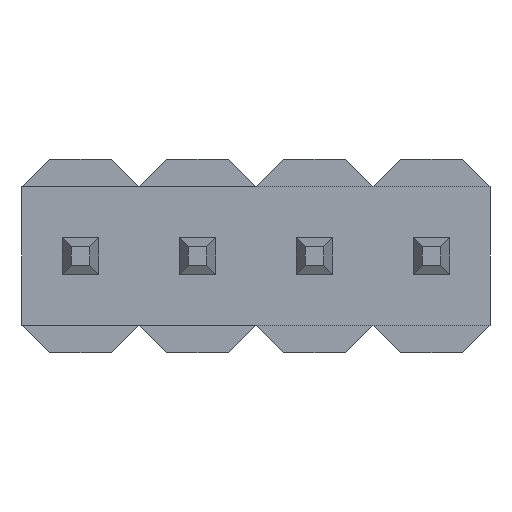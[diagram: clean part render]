
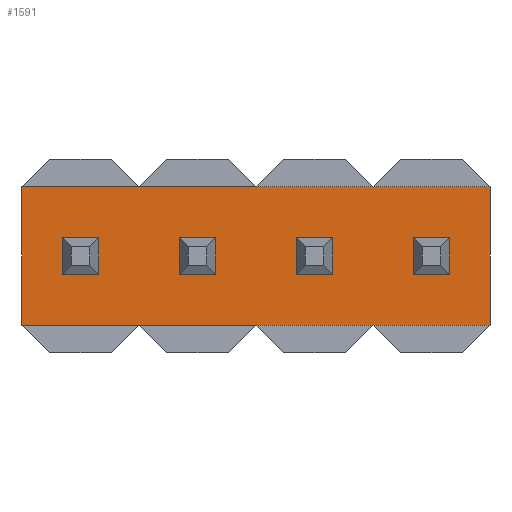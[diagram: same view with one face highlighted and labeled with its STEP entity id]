
A CAD part, front view. The second image highlights one B-rep face of the part: STEP entity #1591.
In plain terms, the highlighted planar face has unit normal (0, -1, 0).
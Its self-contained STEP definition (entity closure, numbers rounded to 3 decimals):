
#313=DIRECTION('',(1.,0.,0.));
#314=VECTOR('',#313,0.4);
#315=CARTESIAN_POINT('',(-0.2,-0.45,1.25));
#316=LINE('',#315,#314);
#320=DIRECTION('',(0.,0.,1.));
#321=VECTOR('',#320,0.4);
#322=CARTESIAN_POINT('',(-0.2,-0.45,0.85));
#323=LINE('',#322,#321);
#327=DIRECTION('',(-1.,0.,0.));
#328=VECTOR('',#327,0.4);
#329=CARTESIAN_POINT('',(0.2,-0.45,0.85));
#330=LINE('',#329,#328);
#334=DIRECTION('',(0.,0.,-1.));
#335=VECTOR('',#334,0.4);
#336=CARTESIAN_POINT('',(0.2,-0.45,1.25));
#337=LINE('',#336,#335);
#341=DIRECTION('',(1.,0.,0.));
#342=VECTOR('',#341,0.4);
#343=CARTESIAN_POINT('',(1.07,-0.45,1.25));
#344=LINE('',#343,#342);
#348=DIRECTION('',(0.,0.,1.));
#349=VECTOR('',#348,0.4);
#350=CARTESIAN_POINT('',(1.07,-0.45,0.85));
#351=LINE('',#350,#349);
#355=DIRECTION('',(-1.,0.,0.));
#356=VECTOR('',#355,0.4);
#357=CARTESIAN_POINT('',(1.47,-0.45,0.85));
#358=LINE('',#357,#356);
#362=DIRECTION('',(0.,0.,-1.));
#363=VECTOR('',#362,0.4);
#364=CARTESIAN_POINT('',(1.47,-0.45,1.25));
#365=LINE('',#364,#363);
#369=DIRECTION('',(1.,0.,0.));
#370=VECTOR('',#369,0.4);
#371=CARTESIAN_POINT('',(2.34,-0.45,1.25));
#372=LINE('',#371,#370);
#376=DIRECTION('',(0.,0.,1.));
#377=VECTOR('',#376,0.4);
#378=CARTESIAN_POINT('',(2.34,-0.45,0.85));
#379=LINE('',#378,#377);
#383=DIRECTION('',(-1.,0.,0.));
#384=VECTOR('',#383,0.4);
#385=CARTESIAN_POINT('',(2.74,-0.45,0.85));
#386=LINE('',#385,#384);
#390=DIRECTION('',(0.,0.,-1.));
#391=VECTOR('',#390,0.4);
#392=CARTESIAN_POINT('',(2.74,-0.45,1.25));
#393=LINE('',#392,#391);
#397=DIRECTION('',(1.,0.,0.));
#398=VECTOR('',#397,0.4);
#399=CARTESIAN_POINT('',(3.61,-0.45,1.25));
#400=LINE('',#399,#398);
#404=DIRECTION('',(0.,0.,1.));
#405=VECTOR('',#404,0.4);
#406=CARTESIAN_POINT('',(3.61,-0.45,0.85));
#407=LINE('',#406,#405);
#411=DIRECTION('',(-1.,0.,0.));
#412=VECTOR('',#411,0.4);
#413=CARTESIAN_POINT('',(4.01,-0.45,0.85));
#414=LINE('',#413,#412);
#418=DIRECTION('',(0.,0.,-1.));
#419=VECTOR('',#418,0.4);
#420=CARTESIAN_POINT('',(4.01,-0.45,1.25));
#421=LINE('',#420,#419);
#425=DIRECTION('',(-1.,0.,0.));
#426=VECTOR('',#425,1.27);
#427=CARTESIAN_POINT('',(4.445,-0.45,0.3));
#428=LINE('',#427,#426);
#432=DIRECTION('',(-1.,0.,0.));
#433=VECTOR('',#432,1.27);
#434=CARTESIAN_POINT('',(3.175,-0.45,0.3));
#435=LINE('',#434,#433);
#439=DIRECTION('',(-1.,0.,0.));
#440=VECTOR('',#439,1.27);
#441=CARTESIAN_POINT('',(1.905,-0.45,0.3));
#442=LINE('',#441,#440);
#446=DIRECTION('',(-1.,0.,0.));
#447=VECTOR('',#446,1.27);
#448=CARTESIAN_POINT('',(0.635,-0.45,0.3));
#449=LINE('',#448,#447);
#607=DIRECTION('',(0.,0.,1.));
#608=VECTOR('',#607,1.5);
#609=CARTESIAN_POINT('',(4.445,-0.45,0.3));
#610=LINE('',#609,#608);
#621=DIRECTION('',(-1.,0.,0.));
#622=VECTOR('',#621,1.27);
#623=CARTESIAN_POINT('',(4.445,-0.45,1.8));
#624=LINE('',#623,#622);
#649=DIRECTION('',(-1.,0.,0.));
#650=VECTOR('',#649,1.27);
#651=CARTESIAN_POINT('',(3.175,-0.45,1.8));
#652=LINE('',#651,#650);
#887=DIRECTION('',(-1.,0.,0.));
#888=VECTOR('',#887,1.27);
#889=CARTESIAN_POINT('',(1.905,-0.45,1.8));
#890=LINE('',#889,#888);
#915=DIRECTION('',(-1.,0.,0.));
#916=VECTOR('',#915,1.27);
#917=CARTESIAN_POINT('',(0.635,-0.45,1.8));
#918=LINE('',#917,#916);
#1006=DIRECTION('',(0.,0.,1.));
#1007=VECTOR('',#1006,1.5);
#1008=CARTESIAN_POINT('',(-0.635,-0.45,0.3));
#1009=LINE('',#1008,#1007);
#1133=CARTESIAN_POINT('',(-0.2,-0.45,1.25));
#1134=CARTESIAN_POINT('',(0.2,-0.45,1.25));
#1135=VERTEX_POINT('',#1133);
#1136=VERTEX_POINT('',#1134);
#1137=CARTESIAN_POINT('',(0.2,-0.45,0.85));
#1138=VERTEX_POINT('',#1137);
#1139=CARTESIAN_POINT('',(-0.2,-0.45,0.85));
#1140=VERTEX_POINT('',#1139);
#1151=CARTESIAN_POINT('',(-0.635,-0.45,1.8));
#1152=VERTEX_POINT('',#1151);
#1167=CARTESIAN_POINT('',(-0.635,-0.45,0.3));
#1168=VERTEX_POINT('',#1167);
#1174=CARTESIAN_POINT('',(1.07,-0.45,1.25));
#1176=VERTEX_POINT('',#1174);
#1178=CARTESIAN_POINT('',(1.47,-0.45,1.25));
#1180=VERTEX_POINT('',#1178);
#1182=CARTESIAN_POINT('',(1.47,-0.45,0.85));
#1184=VERTEX_POINT('',#1182);
#1186=CARTESIAN_POINT('',(1.07,-0.45,0.85));
#1188=VERTEX_POINT('',#1186);
#1190=CARTESIAN_POINT('',(2.34,-0.45,1.25));
#1192=VERTEX_POINT('',#1190);
#1194=CARTESIAN_POINT('',(2.74,-0.45,1.25));
#1196=VERTEX_POINT('',#1194);
#1198=CARTESIAN_POINT('',(2.74,-0.45,0.85));
#1200=VERTEX_POINT('',#1198);
#1202=CARTESIAN_POINT('',(2.34,-0.45,0.85));
#1204=VERTEX_POINT('',#1202);
#1206=CARTESIAN_POINT('',(3.61,-0.45,1.25));
#1208=VERTEX_POINT('',#1206);
#1210=CARTESIAN_POINT('',(4.01,-0.45,1.25));
#1212=VERTEX_POINT('',#1210);
#1214=CARTESIAN_POINT('',(4.01,-0.45,0.85));
#1216=VERTEX_POINT('',#1214);
#1218=CARTESIAN_POINT('',(3.61,-0.45,0.85));
#1220=VERTEX_POINT('',#1218);
#1221=CARTESIAN_POINT('',(0.635,-0.45,0.3));
#1222=VERTEX_POINT('',#1221);
#1223=CARTESIAN_POINT('',(0.635,-0.45,1.8));
#1224=VERTEX_POINT('',#1223);
#1253=CARTESIAN_POINT('',(1.905,-0.45,0.3));
#1254=VERTEX_POINT('',#1253);
#1255=CARTESIAN_POINT('',(1.905,-0.45,1.8));
#1256=VERTEX_POINT('',#1255);
#1285=CARTESIAN_POINT('',(3.175,-0.45,0.3));
#1286=VERTEX_POINT('',#1285);
#1287=CARTESIAN_POINT('',(3.175,-0.45,1.8));
#1288=VERTEX_POINT('',#1287);
#1293=CARTESIAN_POINT('',(4.445,-0.45,1.8));
#1294=VERTEX_POINT('',#1293);
#1311=CARTESIAN_POINT('',(4.445,-0.45,0.3));
#1312=VERTEX_POINT('',#1311);
#1528=CARTESIAN_POINT('',(0.635,-0.45,0.3));
#1529=DIRECTION('',(0.,1.,0.));
#1530=DIRECTION('',(0.,0.,1.));
#1531=AXIS2_PLACEMENT_3D('',#1528,#1529,#1530);
#1532=PLANE('',#1531);
#1534=ORIENTED_EDGE('',*,*,#1533,.T.);
#1536=ORIENTED_EDGE('',*,*,#1535,.T.);
#1538=ORIENTED_EDGE('',*,*,#1537,.T.);
#1540=ORIENTED_EDGE('',*,*,#1539,.T.);
#1542=ORIENTED_EDGE('',*,*,#1541,.T.);
#1544=ORIENTED_EDGE('',*,*,#1543,.F.);
#1546=ORIENTED_EDGE('',*,*,#1545,.F.);
#1548=ORIENTED_EDGE('',*,*,#1547,.F.);
#1550=ORIENTED_EDGE('',*,*,#1549,.F.);
#1552=ORIENTED_EDGE('',*,*,#1551,.F.);
#1553=EDGE_LOOP('',(#1534,#1536,#1538,#1540,#1542,#1544,#1546,#1548,#1550,
#1552));
#1554=FACE_OUTER_BOUND('',#1553,.F.);
#1556=ORIENTED_EDGE('',*,*,#1555,.F.);
#1558=ORIENTED_EDGE('',*,*,#1557,.F.);
#1560=ORIENTED_EDGE('',*,*,#1559,.F.);
#1562=ORIENTED_EDGE('',*,*,#1561,.F.);
#1563=EDGE_LOOP('',(#1556,#1558,#1560,#1562));
#1564=FACE_BOUND('',#1563,.F.);
#1566=ORIENTED_EDGE('',*,*,#1565,.F.);
#1568=ORIENTED_EDGE('',*,*,#1567,.F.);
#1570=ORIENTED_EDGE('',*,*,#1569,.F.);
#1572=ORIENTED_EDGE('',*,*,#1571,.F.);
#1573=EDGE_LOOP('',(#1566,#1568,#1570,#1572));
#1574=FACE_BOUND('',#1573,.F.);
#1576=ORIENTED_EDGE('',*,*,#1575,.F.);
#1578=ORIENTED_EDGE('',*,*,#1577,.F.);
#1580=ORIENTED_EDGE('',*,*,#1579,.F.);
#1582=ORIENTED_EDGE('',*,*,#1581,.F.);
#1583=EDGE_LOOP('',(#1576,#1578,#1580,#1582));
#1584=FACE_BOUND('',#1583,.F.);
#1585=ORIENTED_EDGE('',*,*,#1480,.F.);
#1586=ORIENTED_EDGE('',*,*,#1495,.F.);
#1587=ORIENTED_EDGE('',*,*,#1509,.F.);
#1588=ORIENTED_EDGE('',*,*,#1522,.F.);
#1589=EDGE_LOOP('',(#1585,#1586,#1587,#1588));
#1590=FACE_BOUND('',#1589,.F.);
#1591=ADVANCED_FACE('',(#1554,#1564,#1574,#1584,#1590),#1532,.F.);
#1480=EDGE_CURVE('',#1135,#1136,#316,.T.);
#1495=EDGE_CURVE('',#1140,#1135,#323,.T.);
#1509=EDGE_CURVE('',#1138,#1140,#330,.T.);
#1522=EDGE_CURVE('',#1136,#1138,#337,.T.);
#1533=EDGE_CURVE('',#1312,#1286,#428,.T.);
#1535=EDGE_CURVE('',#1286,#1254,#435,.T.);
#1537=EDGE_CURVE('',#1254,#1222,#442,.T.);
#1539=EDGE_CURVE('',#1222,#1168,#449,.T.);
#1541=EDGE_CURVE('',#1168,#1152,#1009,.T.);
#1543=EDGE_CURVE('',#1224,#1152,#918,.T.);
#1545=EDGE_CURVE('',#1256,#1224,#890,.T.);
#1547=EDGE_CURVE('',#1288,#1256,#652,.T.);
#1549=EDGE_CURVE('',#1294,#1288,#624,.T.);
#1551=EDGE_CURVE('',#1312,#1294,#610,.T.);
#1555=EDGE_CURVE('',#1176,#1180,#344,.T.);
#1557=EDGE_CURVE('',#1188,#1176,#351,.T.);
#1559=EDGE_CURVE('',#1184,#1188,#358,.T.);
#1561=EDGE_CURVE('',#1180,#1184,#365,.T.);
#1565=EDGE_CURVE('',#1192,#1196,#372,.T.);
#1567=EDGE_CURVE('',#1204,#1192,#379,.T.);
#1569=EDGE_CURVE('',#1200,#1204,#386,.T.);
#1571=EDGE_CURVE('',#1196,#1200,#393,.T.);
#1575=EDGE_CURVE('',#1208,#1212,#400,.T.);
#1577=EDGE_CURVE('',#1220,#1208,#407,.T.);
#1579=EDGE_CURVE('',#1216,#1220,#414,.T.);
#1581=EDGE_CURVE('',#1212,#1216,#421,.T.);
